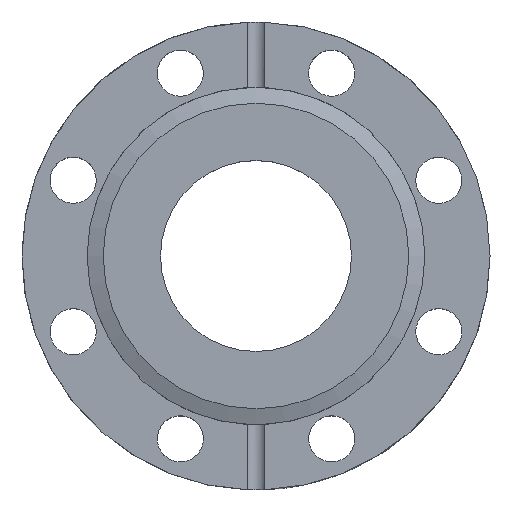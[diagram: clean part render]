
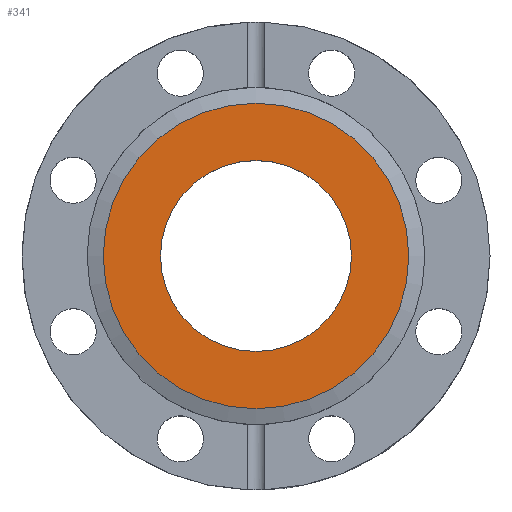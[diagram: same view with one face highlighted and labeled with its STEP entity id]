
A CAD part, top view. The second image highlights one B-rep face of the part: STEP entity #341.
In plain terms, the highlighted planar face has unit normal (0, 0, 1).
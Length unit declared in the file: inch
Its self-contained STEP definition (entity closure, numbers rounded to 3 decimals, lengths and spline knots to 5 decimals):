
#18=PLANE('',#394);
#29=FACE_BOUND('',#119,.T.);
#65=CIRCLE('',#393,0.6875);
#66=CIRCLE('',#395,1.1);
#89=FACE_OUTER_BOUND('',#118,.T.);
#118=EDGE_LOOP('',(#272));
#119=EDGE_LOOP('',(#273));
#189=VERTEX_POINT('',#629);
#190=VERTEX_POINT('',#632);
#226=EDGE_CURVE('',#189,#189,#65,.T.);
#227=EDGE_CURVE('',#190,#190,#66,.T.);
#272=ORIENTED_EDGE('',*,*,#227,.T.);
#273=ORIENTED_EDGE('',*,*,#226,.T.);
#341=ADVANCED_FACE('',(#89,#29),#18,.F.);
#393=AXIS2_PLACEMENT_3D('',#630,#466,#467);
#394=AXIS2_PLACEMENT_3D('',#631,#468,#469);
#395=AXIS2_PLACEMENT_3D('',#633,#470,#471);
#466=DIRECTION('center_axis',(0.,0.,-1.));
#467=DIRECTION('ref_axis',(-1.,0.,0.));
#468=DIRECTION('center_axis',(0.,0.,-1.));
#469=DIRECTION('ref_axis',(-1.,0.,0.));
#470=DIRECTION('center_axis',(0.,0.,1.));
#471=DIRECTION('ref_axis',(0.,1.,0.));
#629=CARTESIAN_POINT('',(0.6875,0.,0.579));
#630=CARTESIAN_POINT('Origin',(0.,0.,0.579));
#631=CARTESIAN_POINT('Origin',(0.,0.55,0.579));
#632=CARTESIAN_POINT('',(0.,1.1,0.579));
#633=CARTESIAN_POINT('Origin',(0.,0.,0.579));
